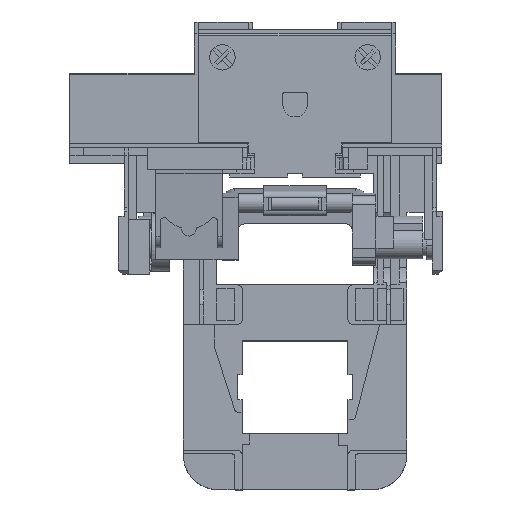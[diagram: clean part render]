
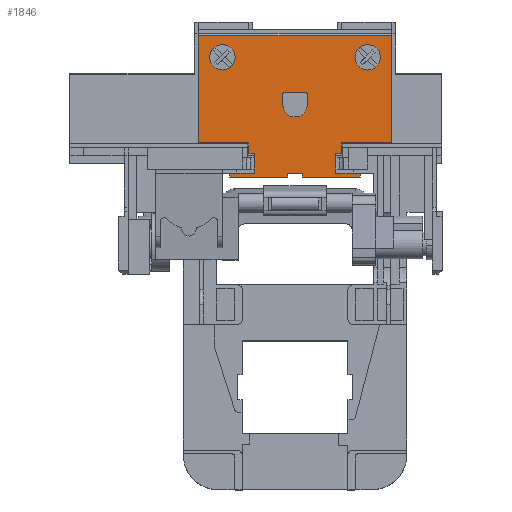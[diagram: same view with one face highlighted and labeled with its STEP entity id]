
A CAD part, top view. The second image highlights one B-rep face of the part: STEP entity #1846.
In plain terms, the highlighted planar face has unit normal (0, 0, 1).
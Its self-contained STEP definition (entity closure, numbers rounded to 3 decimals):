
#1846=ADVANCED_FACE('',(#3910,#3911,#3912,#3913),#3914,.T.);
#3910=FACE_OUTER_BOUND('',#6173,.T.);
#3911=FACE_BOUND('',#6174,.T.);
#3912=FACE_BOUND('',#6175,.T.);
#3913=FACE_BOUND('',#6176,.T.);
#3914=PLANE('',#6177);
#6173=EDGE_LOOP('',(#12015,#12016,#12017,#12018,#12019,#12020,#12021,#12022,#12023,#12024,#12025,#12026,#12027,#12028,#12029,#12030,#12031,#12032,#12033,#12034));
#6174=EDGE_LOOP('',(#12035,#12036));
#6175=EDGE_LOOP('',(#12037,#12038));
#6176=EDGE_LOOP('',(#12039,#12040,#12041,#12042,#12043,#12044));
#6177=AXIS2_PLACEMENT_3D('',#12045,#12046,#12047);
#12015=ORIENTED_EDGE('',*,*,#16071,.T.);
#12016=ORIENTED_EDGE('',*,*,#16112,.T.);
#12017=ORIENTED_EDGE('',*,*,#16108,.T.);
#12018=ORIENTED_EDGE('',*,*,#16105,.T.);
#12019=ORIENTED_EDGE('',*,*,#16130,.T.);
#12020=ORIENTED_EDGE('',*,*,#16101,.T.);
#12021=ORIENTED_EDGE('',*,*,#16131,.T.);
#12022=ORIENTED_EDGE('',*,*,#16096,.T.);
#12023=ORIENTED_EDGE('',*,*,#16091,.T.);
#12024=ORIENTED_EDGE('',*,*,#16087,.T.);
#12025=ORIENTED_EDGE('',*,*,#16128,.T.);
#12026=ORIENTED_EDGE('',*,*,#16076,.T.);
#12027=ORIENTED_EDGE('',*,*,#16126,.T.);
#12028=ORIENTED_EDGE('',*,*,#16082,.T.);
#12029=ORIENTED_EDGE('',*,*,#16079,.T.);
#12030=ORIENTED_EDGE('',*,*,#15490,.T.);
#12031=ORIENTED_EDGE('',*,*,#16116,.T.);
#12032=ORIENTED_EDGE('',*,*,#16031,.T.);
#12033=ORIENTED_EDGE('',*,*,#16132,.F.);
#12034=ORIENTED_EDGE('',*,*,#16118,.T.);
#12035=ORIENTED_EDGE('',*,*,#15901,.T.);
#12036=ORIENTED_EDGE('',*,*,#14007,.T.);
#12037=ORIENTED_EDGE('',*,*,#15921,.T.);
#12038=ORIENTED_EDGE('',*,*,#14002,.T.);
#12039=ORIENTED_EDGE('',*,*,#16058,.T.);
#12040=ORIENTED_EDGE('',*,*,#16066,.T.);
#12041=ORIENTED_EDGE('',*,*,#16062,.T.);
#12042=ORIENTED_EDGE('',*,*,#16045,.T.);
#12043=ORIENTED_EDGE('',*,*,#16050,.T.);
#12044=ORIENTED_EDGE('',*,*,#16054,.T.);
#12045=CARTESIAN_POINT('',(32.85,97.65,71.15));
#12046=DIRECTION('',(0.0,0.0,1.0));
#12047=DIRECTION('',(0.0,-1.0,0.0));
#14002=EDGE_CURVE('',#16874,#16878,#16880,.T.);
#14007=EDGE_CURVE('',#16883,#16887,#16889,.T.);
#15490=EDGE_CURVE('',#19146,#19144,#19147,.T.);
#15901=EDGE_CURVE('',#16887,#16883,#19747,.T.);
#15921=EDGE_CURVE('',#16878,#16874,#19775,.T.);
#16031=EDGE_CURVE('',#19929,#19927,#19930,.T.);
#16045=EDGE_CURVE('',#19946,#19947,#19948,.T.);
#16050=EDGE_CURVE('',#19947,#19955,#19956,.T.);
#16054=EDGE_CURVE('',#19955,#19961,#19962,.T.);
#16058=EDGE_CURVE('',#19961,#19967,#19968,.T.);
#16062=EDGE_CURVE('',#19973,#19946,#19974,.T.);
#16066=EDGE_CURVE('',#19967,#19973,#19979,.T.);
#16071=EDGE_CURVE('',#19985,#19983,#19986,.T.);
#16076=EDGE_CURVE('',#19994,#19992,#19995,.T.);
#16079=EDGE_CURVE('',#19998,#19146,#19999,.T.);
#16082=EDGE_CURVE('',#20002,#19998,#20003,.T.);
#16087=EDGE_CURVE('',#20011,#20009,#20012,.T.);
#16091=EDGE_CURVE('',#20016,#20011,#20017,.T.);
#16096=EDGE_CURVE('',#20024,#20016,#20025,.T.);
#16101=EDGE_CURVE('',#20033,#20031,#20034,.T.);
#16105=EDGE_CURVE('',#20039,#20037,#20040,.T.);
#16108=EDGE_CURVE('',#20043,#20039,#20044,.T.);
#16112=EDGE_CURVE('',#19983,#20043,#20049,.T.);
#16116=EDGE_CURVE('',#19144,#19929,#20054,.T.);
#16118=EDGE_CURVE('',#20056,#19985,#20057,.T.);
#16126=EDGE_CURVE('',#19992,#20002,#20067,.T.);
#16128=EDGE_CURVE('',#20009,#19994,#20069,.T.);
#16130=EDGE_CURVE('',#20037,#20033,#20071,.T.);
#16131=EDGE_CURVE('',#20031,#20024,#20072,.T.);
#16132=EDGE_CURVE('',#20056,#19927,#20073,.T.);
#16874=VERTEX_POINT('',#21148);
#16878=VERTEX_POINT('',#21153);
#16880=CIRCLE('',#21156,3.25);
#16883=VERTEX_POINT('',#21159);
#16887=VERTEX_POINT('',#21164);
#16889=CIRCLE('',#21167,3.25);
#19144=VERTEX_POINT('',#24348);
#19146=VERTEX_POINT('',#24351);
#19147=LINE('',#24352,#24353);
#19747=CIRCLE('',#25265,3.25);
#19775=CIRCLE('',#25306,3.25);
#19927=VERTEX_POINT('',#25532);
#19929=VERTEX_POINT('',#25534);
#19930=LINE('',#25535,#25536);
#19946=VERTEX_POINT('',#25560);
#19947=VERTEX_POINT('',#25561);
#19948=LINE('',#25562,#25563);
#19955=VERTEX_POINT('',#25573);
#19956=CIRCLE('',#25574,3.1);
#19961=VERTEX_POINT('',#25580);
#19962=LINE('',#25581,#25582);
#19967=VERTEX_POINT('',#25589);
#19968=CIRCLE('',#25590,0.4);
#19973=VERTEX_POINT('',#25596);
#19974=CIRCLE('',#25597,0.4);
#19979=LINE('',#25603,#25604);
#19983=VERTEX_POINT('',#25609);
#19985=VERTEX_POINT('',#25612);
#19986=LINE('',#25613,#25614);
#19992=VERTEX_POINT('',#25622);
#19994=VERTEX_POINT('',#25625);
#19995=LINE('',#25626,#25627);
#19998=VERTEX_POINT('',#25631);
#19999=LINE('',#25632,#25633);
#20002=VERTEX_POINT('',#25637);
#20003=LINE('',#25638,#25639);
#20009=VERTEX_POINT('',#25647);
#20011=VERTEX_POINT('',#25650);
#20012=LINE('',#25651,#25652);
#20016=VERTEX_POINT('',#25658);
#20017=LINE('',#25659,#25660);
#20024=VERTEX_POINT('',#25670);
#20025=LINE('',#25671,#25672);
#20031=VERTEX_POINT('',#25680);
#20033=VERTEX_POINT('',#25683);
#20034=LINE('',#25684,#25685);
#20037=VERTEX_POINT('',#25689);
#20039=VERTEX_POINT('',#25692);
#20040=LINE('',#25693,#25694);
#20043=VERTEX_POINT('',#25698);
#20044=LINE('',#25699,#25700);
#20049=LINE('',#25707,#25708);
#20054=LINE('',#25715,#25716);
#20056=VERTEX_POINT('',#25718);
#20057=LINE('',#25719,#25720);
#20067=LINE('',#25734,#25735);
#20069=LINE('',#25737,#25738);
#20071=LINE('',#25740,#25741);
#20072=LINE('',#25742,#25743);
#20073=LINE('',#25744,#25745);
#21148=CARTESIAN_POINT('',(42.15,110.1,71.15));
#21153=CARTESIAN_POINT('',(35.65,110.1,71.15));
#21156=AXIS2_PLACEMENT_3D('',#27308,#27309,#27310);
#21159=CARTESIAN_POINT('',(79.15,110.1,71.15));
#21164=CARTESIAN_POINT('',(72.65,110.1,71.15));
#21167=AXIS2_PLACEMENT_3D('',#27316,#27317,#27318);
#24348=CARTESIAN_POINT('',(69.2,88.3,71.15));
#24351=CARTESIAN_POINT('',(69.2,85.6,71.15));
#24352=CARTESIAN_POINT('',(69.2,92.3,71.15));
#24353=VECTOR('',#28925,1.0);
#25265=AXIS2_PLACEMENT_3D('',#29323,#29324,#29325);
#25306=AXIS2_PLACEMENT_3D('',#29342,#29343,#29344);
#25532=CARTESIAN_POINT('',(81.95,115.7,71.15));
#25534=CARTESIAN_POINT('',(81.95,88.3,71.15));
#25535=CARTESIAN_POINT('',(81.95,115.7,71.15));
#25536=VECTOR('',#29428,1.0);
#25560=CARTESIAN_POINT('',(60.5,100.7,71.15));
#25561=CARTESIAN_POINT('',(60.5,98.,71.15));
#25562=CARTESIAN_POINT('',(60.5,98.5,71.15));
#25563=VECTOR('',#29437,1.0);
#25573=CARTESIAN_POINT('',(54.3,98.,71.15));
#25574=AXIS2_PLACEMENT_3D('',#29441,#29442,#29443);
#25580=CARTESIAN_POINT('',(54.3,100.7,71.15));
#25581=CARTESIAN_POINT('',(54.3,98.5,71.15));
#25582=VECTOR('',#29448,1.0);
#25589=CARTESIAN_POINT('',(54.7,101.1,71.15));
#25590=AXIS2_PLACEMENT_3D('',#29451,#29452,#29453);
#25596=CARTESIAN_POINT('',(60.1,101.1,71.15));
#25597=AXIS2_PLACEMENT_3D('',#29458,#29459,#29460);
#25603=CARTESIAN_POINT('',(45.125,101.1,71.15));
#25604=VECTOR('',#29465,1.0);
#25609=CARTESIAN_POINT('',(45.6,88.3,71.15));
#25612=CARTESIAN_POINT('',(32.85,88.3,71.15));
#25613=CARTESIAN_POINT('',(34.175,88.3,71.15));
#25614=VECTOR('',#29468,1.0);
#25622=CARTESIAN_POINT('',(74.05,80.6,71.15));
#25625=CARTESIAN_POINT('',(74.05,79.6,71.15));
#25626=CARTESIAN_POINT('',(74.05,88.875,71.15));
#25627=VECTOR('',#29472,1.0);
#25631=CARTESIAN_POINT('',(67.75,85.6,71.15));
#25632=CARTESIAN_POINT('',(50.663,85.6,71.15));
#25633=VECTOR('',#29474,1.0);
#25637=CARTESIAN_POINT('',(67.75,80.6,71.15));
#25638=CARTESIAN_POINT('',(67.75,90.375,71.15));
#25639=VECTOR('',#29476,1.0);
#25647=CARTESIAN_POINT('',(59.25,79.6,71.15));
#25650=CARTESIAN_POINT('',(59.25,80.6,71.15));
#25651=CARTESIAN_POINT('',(59.25,88.875,71.15));
#25652=VECTOR('',#29480,1.0);
#25658=CARTESIAN_POINT('',(55.55,80.6,71.15));
#25659=CARTESIAN_POINT('',(45.125,80.6,71.15));
#25660=VECTOR('',#29483,1.0);
#25670=CARTESIAN_POINT('',(55.55,79.6,71.15));
#25671=CARTESIAN_POINT('',(55.55,88.875,71.15));
#25672=VECTOR('',#29487,1.0);
#25680=CARTESIAN_POINT('',(40.75,79.6,71.15));
#25683=CARTESIAN_POINT('',(40.75,80.6,71.15));
#25684=CARTESIAN_POINT('',(40.75,88.875,71.15));
#25685=VECTOR('',#29491,1.0);
#25689=CARTESIAN_POINT('',(47.05,80.6,71.15));
#25692=CARTESIAN_POINT('',(47.05,85.6,71.15));
#25693=CARTESIAN_POINT('',(47.05,90.375,71.15));
#25694=VECTOR('',#29494,1.0);
#25698=CARTESIAN_POINT('',(45.6,85.6,71.15));
#25699=CARTESIAN_POINT('',(39.588,85.6,71.15));
#25700=VECTOR('',#29496,1.0);
#25707=CARTESIAN_POINT('',(45.6,92.3,71.15));
#25708=VECTOR('',#29499,1.0);
#25715=CARTESIAN_POINT('',(55.325,88.3,71.15));
#25716=VECTOR('',#29502,1.0);
#25718=CARTESIAN_POINT('',(32.85,115.7,71.15));
#25719=CARTESIAN_POINT('',(32.85,115.7,71.15));
#25720=VECTOR('',#29503,1.0);
#25734=CARTESIAN_POINT('',(51.875,80.6,71.15));
#25735=VECTOR('',#29511,1.0);
#25737=CARTESIAN_POINT('',(32.85,79.6,71.15));
#25738=VECTOR('',#29512,1.0);
#25740=CARTESIAN_POINT('',(38.375,80.6,71.15));
#25741=VECTOR('',#29513,1.0);
#25742=CARTESIAN_POINT('',(32.85,79.6,71.15));
#25743=VECTOR('',#29514,1.0);
#25744=CARTESIAN_POINT('',(32.85,115.7,71.15));
#25745=VECTOR('',#29515,1.0);
#27308=CARTESIAN_POINT('',(38.9,110.1,71.15));
#27309=DIRECTION('',(0.0,0.0,-1.0));
#27310=DIRECTION('',(1.0,0.0,0.0));
#27316=CARTESIAN_POINT('',(75.9,110.1,71.15));
#27317=DIRECTION('',(0.0,0.0,-1.0));
#27318=DIRECTION('',(1.0,0.0,0.0));
#28925=DIRECTION('',(0.0,1.0,0.0));
#29323=CARTESIAN_POINT('',(75.9,110.1,71.15));
#29324=DIRECTION('',(0.0,0.0,-1.0));
#29325=DIRECTION('',(1.0,0.0,0.0));
#29342=CARTESIAN_POINT('',(38.9,110.1,71.15));
#29343=DIRECTION('',(0.0,0.0,-1.0));
#29344=DIRECTION('',(1.0,0.0,0.0));
#29428=DIRECTION('',(0.0,1.0,0.0));
#29437=DIRECTION('',(0.0,-1.0,0.0));
#29441=CARTESIAN_POINT('',(57.4,98.,71.15));
#29442=DIRECTION('',(0.0,0.0,-1.0));
#29443=DIRECTION('',(-1.0,0.0,0.0));
#29448=DIRECTION('',(0.0,1.0,0.0));
#29451=CARTESIAN_POINT('',(54.7,100.7,71.15));
#29452=DIRECTION('',(0.0,0.0,-1.0));
#29453=DIRECTION('',(0.,1.0,0.0));
#29458=CARTESIAN_POINT('',(60.1,100.7,71.15));
#29459=DIRECTION('',(0.0,0.0,-1.0));
#29460=DIRECTION('',(1.0,0.,0.0));
#29465=DIRECTION('',(1.0,0.0,0.0));
#29468=DIRECTION('',(1.0,0.0,0.0));
#29472=DIRECTION('',(0.0,1.0,0.0));
#29474=DIRECTION('',(1.0,0.0,0.0));
#29476=DIRECTION('',(0.0,1.0,0.0));
#29480=DIRECTION('',(0.0,-1.0,0.0));
#29483=DIRECTION('',(1.0,0.0,0.0));
#29487=DIRECTION('',(0.0,1.0,0.0));
#29491=DIRECTION('',(0.0,-1.0,0.0));
#29494=DIRECTION('',(0.0,-1.0,0.0));
#29496=DIRECTION('',(1.0,0.0,0.0));
#29499=DIRECTION('',(0.0,-1.0,0.0));
#29502=DIRECTION('',(1.0,0.0,0.0));
#29503=DIRECTION('',(0.0,-1.0,0.0));
#29511=DIRECTION('',(-1.0,-0.0,0.0));
#29512=DIRECTION('',(1.0,0.0,0.0));
#29513=DIRECTION('',(-1.0,-0.0,0.0));
#29514=DIRECTION('',(1.0,0.0,0.0));
#29515=DIRECTION('',(1.0,0.0,0.0));
